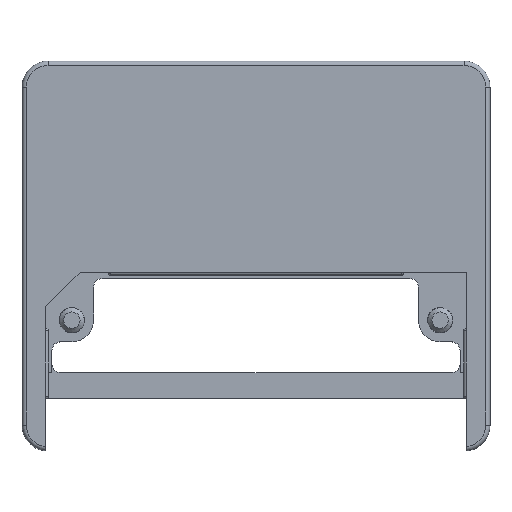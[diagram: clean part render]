
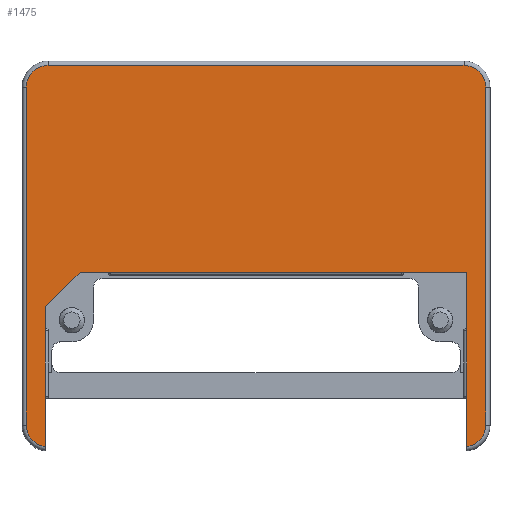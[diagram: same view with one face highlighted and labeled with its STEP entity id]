
A CAD part, top view. The second image highlights one B-rep face of the part: STEP entity #1475.
In plain terms, the highlighted planar face has unit normal (0, 0, 1).
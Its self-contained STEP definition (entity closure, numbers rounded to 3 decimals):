
#750 = VERTEX_POINT('',#751);
#751 = CARTESIAN_POINT('',(2.7,16.65,3.2));
#757 = EDGE_CURVE('',#758,#750,#760,.T.);
#758 = VERTEX_POINT('',#759);
#759 = CARTESIAN_POINT('',(2.7,13.9,3.2));
#760 = LINE('',#761,#762);
#761 = CARTESIAN_POINT('',(2.7,25.53,3.2));
#762 = VECTOR('',#763,1.);
#763 = DIRECTION('',(0.,1.,0.));
#825 = VERTEX_POINT('',#826);
#826 = CARTESIAN_POINT('',(2.7,6.3,3.2));
#879 = EDGE_CURVE('',#880,#825,#882,.T.);
#880 = VERTEX_POINT('',#881);
#881 = CARTESIAN_POINT('',(2.7,0.518,3.2));
#882 = LINE('',#883,#884);
#883 = CARTESIAN_POINT('',(2.7,25.53,3.2));
#884 = VECTOR('',#885,1.);
#885 = DIRECTION('',(0.,1.,0.));
#1147 = VERTEX_POINT('',#1148);
#1148 = CARTESIAN_POINT('',(51.3,0.518,3.2));
#1165 = EDGE_CURVE('',#1147,#1166,#1168,.T.);
#1166 = VERTEX_POINT('',#1167);
#1167 = CARTESIAN_POINT('',(51.3,6.3,3.2));
#1168 = LINE('',#1169,#1170);
#1169 = CARTESIAN_POINT('',(51.3,32.825,3.2));
#1170 = VECTOR('',#1171,1.);
#1171 = DIRECTION('',(0.,1.,0.));
#1267 = VERTEX_POINT('',#1268);
#1268 = CARTESIAN_POINT('',(51.3,13.9,3.2));
#1283 = EDGE_CURVE('',#1267,#1284,#1286,.T.);
#1284 = VERTEX_POINT('',#1285);
#1285 = CARTESIAN_POINT('',(51.3,20.65,3.2));
#1286 = LINE('',#1287,#1288);
#1287 = CARTESIAN_POINT('',(51.3,32.825,3.2));
#1288 = VECTOR('',#1289,1.);
#1289 = DIRECTION('',(0.,1.,0.));
#1455 = EDGE_CURVE('',#1456,#880,#1458,.T.);
#1456 = VERTEX_POINT('',#1457);
#1457 = CARTESIAN_POINT('',(0.5,3.,3.2));
#1458 = CIRCLE('',#1459,2.5);
#1459 = AXIS2_PLACEMENT_3D('',#1460,#1461,#1462);
#1460 = CARTESIAN_POINT('',(3.,3.,3.2));
#1461 = DIRECTION('',(0.,0.,1.));
#1462 = DIRECTION('',(-1.,0.,0.));
#1475 = ADVANCED_FACE('',(#1476),#1574,.F.);
#1476 = FACE_BOUND('',#1477,.F.);
#1477 = EDGE_LOOP('',(#1478,#1488,#1497,#1505,#1512,#1513,#1519,#1520,
    #1528,#1536,#1544,#1550,#1551,#1557,#1558,#1559,#1567));
#1478 = ORIENTED_EDGE('',*,*,#1479,.F.);
#1479 = EDGE_CURVE('',#1480,#1482,#1484,.T.);
#1480 = VERTEX_POINT('',#1481);
#1481 = CARTESIAN_POINT('',(51.,44.5,3.2));
#1482 = VERTEX_POINT('',#1483);
#1483 = CARTESIAN_POINT('',(3.,44.5,3.2));
#1484 = LINE('',#1485,#1486);
#1485 = CARTESIAN_POINT('',(51.,44.5,3.2));
#1486 = VECTOR('',#1487,1.);
#1487 = DIRECTION('',(-1.,0.,0.));
#1488 = ORIENTED_EDGE('',*,*,#1489,.F.);
#1489 = EDGE_CURVE('',#1490,#1480,#1492,.T.);
#1490 = VERTEX_POINT('',#1491);
#1491 = CARTESIAN_POINT('',(53.5,42.,3.2));
#1492 = CIRCLE('',#1493,2.5);
#1493 = AXIS2_PLACEMENT_3D('',#1494,#1495,#1496);
#1494 = CARTESIAN_POINT('',(51.,42.,3.2));
#1495 = DIRECTION('',(0.,0.,1.));
#1496 = DIRECTION('',(1.,0.,0.));
#1497 = ORIENTED_EDGE('',*,*,#1498,.F.);
#1498 = EDGE_CURVE('',#1499,#1490,#1501,.T.);
#1499 = VERTEX_POINT('',#1500);
#1500 = CARTESIAN_POINT('',(53.5,3.,3.2));
#1501 = LINE('',#1502,#1503);
#1502 = CARTESIAN_POINT('',(53.5,3.,3.2));
#1503 = VECTOR('',#1504,1.);
#1504 = DIRECTION('',(0.,1.,0.));
#1505 = ORIENTED_EDGE('',*,*,#1506,.F.);
#1506 = EDGE_CURVE('',#1147,#1499,#1507,.T.);
#1507 = CIRCLE('',#1508,2.5);
#1508 = AXIS2_PLACEMENT_3D('',#1509,#1510,#1511);
#1509 = CARTESIAN_POINT('',(51.,3.,3.2));
#1510 = DIRECTION('',(0.,0.,1.));
#1511 = DIRECTION('',(0.,-1.,0.));
#1512 = ORIENTED_EDGE('',*,*,#1165,.T.);
#1513 = ORIENTED_EDGE('',*,*,#1514,.T.);
#1514 = EDGE_CURVE('',#1166,#1267,#1515,.T.);
#1515 = LINE('',#1516,#1517);
#1516 = CARTESIAN_POINT('',(51.3,32.825,3.2));
#1517 = VECTOR('',#1518,1.);
#1518 = DIRECTION('',(0.,1.,0.));
#1519 = ORIENTED_EDGE('',*,*,#1283,.T.);
#1520 = ORIENTED_EDGE('',*,*,#1521,.T.);
#1521 = EDGE_CURVE('',#1284,#1522,#1524,.T.);
#1522 = VERTEX_POINT('',#1523);
#1523 = CARTESIAN_POINT('',(43.8,20.65,3.2));
#1524 = LINE('',#1525,#1526);
#1525 = CARTESIAN_POINT('',(30.35,20.65,3.2));
#1526 = VECTOR('',#1527,1.);
#1527 = DIRECTION('',(-1.,0.,0.));
#1528 = ORIENTED_EDGE('',*,*,#1529,.T.);
#1529 = EDGE_CURVE('',#1522,#1530,#1532,.T.);
#1530 = VERTEX_POINT('',#1531);
#1531 = CARTESIAN_POINT('',(10.2,20.65,3.2));
#1532 = LINE('',#1533,#1534);
#1533 = CARTESIAN_POINT('',(30.35,20.65,3.2));
#1534 = VECTOR('',#1535,1.);
#1535 = DIRECTION('',(-1.,0.,0.));
#1536 = ORIENTED_EDGE('',*,*,#1537,.T.);
#1537 = EDGE_CURVE('',#1530,#1538,#1540,.T.);
#1538 = VERTEX_POINT('',#1539);
#1539 = CARTESIAN_POINT('',(6.7,20.65,3.2));
#1540 = LINE('',#1541,#1542);
#1541 = CARTESIAN_POINT('',(30.35,20.65,3.2));
#1542 = VECTOR('',#1543,1.);
#1543 = DIRECTION('',(-1.,0.,0.));
#1544 = ORIENTED_EDGE('',*,*,#1545,.T.);
#1545 = EDGE_CURVE('',#1538,#750,#1546,.T.);
#1546 = LINE('',#1547,#1548);
#1547 = CARTESIAN_POINT('',(22.613,36.563,3.2));
#1548 = VECTOR('',#1549,1.);
#1549 = DIRECTION('',(-0.707,-0.707,0.
    ));
#1550 = ORIENTED_EDGE('',*,*,#757,.F.);
#1551 = ORIENTED_EDGE('',*,*,#1552,.F.);
#1552 = EDGE_CURVE('',#825,#758,#1553,.T.);
#1553 = LINE('',#1554,#1555);
#1554 = CARTESIAN_POINT('',(2.7,25.53,3.2));
#1555 = VECTOR('',#1556,1.);
#1556 = DIRECTION('',(0.,1.,0.));
#1557 = ORIENTED_EDGE('',*,*,#879,.F.);
#1558 = ORIENTED_EDGE('',*,*,#1455,.F.);
#1559 = ORIENTED_EDGE('',*,*,#1560,.F.);
#1560 = EDGE_CURVE('',#1561,#1456,#1563,.T.);
#1561 = VERTEX_POINT('',#1562);
#1562 = CARTESIAN_POINT('',(0.5,42.,3.2));
#1563 = LINE('',#1564,#1565);
#1564 = CARTESIAN_POINT('',(0.5,42.,3.2));
#1565 = VECTOR('',#1566,1.);
#1566 = DIRECTION('',(0.,-1.,0.));
#1567 = ORIENTED_EDGE('',*,*,#1568,.F.);
#1568 = EDGE_CURVE('',#1482,#1561,#1569,.T.);
#1569 = CIRCLE('',#1570,2.5);
#1570 = AXIS2_PLACEMENT_3D('',#1571,#1572,#1573);
#1571 = CARTESIAN_POINT('',(3.,42.,3.2));
#1572 = DIRECTION('',(0.,0.,1.));
#1573 = DIRECTION('',(0.,1.,0.));
#1574 = PLANE('',#1575);
#1575 = AXIS2_PLACEMENT_3D('',#1576,#1577,#1578);
#1576 = CARTESIAN_POINT('',(54.,45.,3.2));
#1577 = DIRECTION('',(0.,0.,-1.));
#1578 = DIRECTION('',(0.,-1.,0.));
